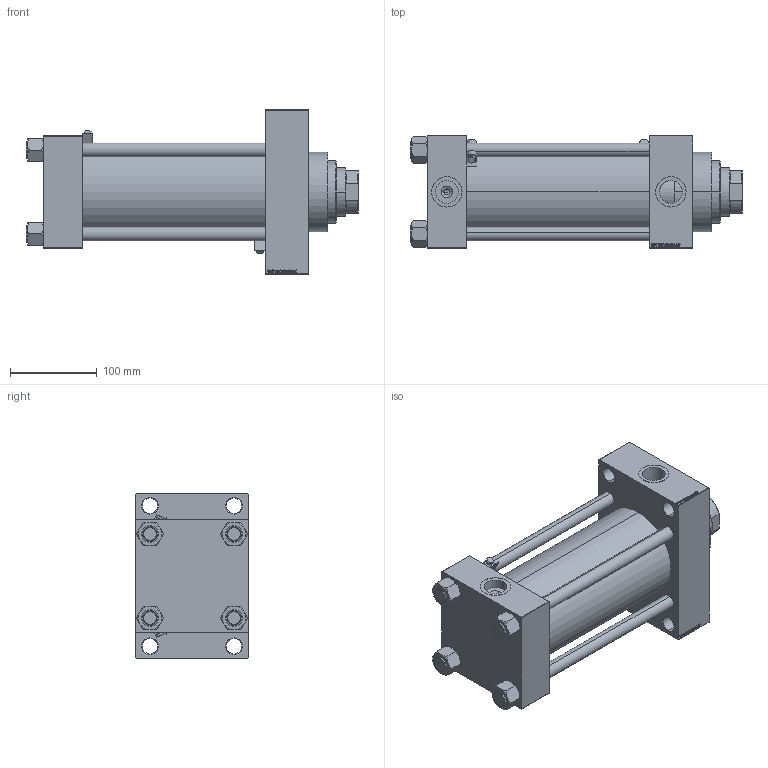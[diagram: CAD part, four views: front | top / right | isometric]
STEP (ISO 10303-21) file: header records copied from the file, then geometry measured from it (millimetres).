
FILE_DESCRIPTION (( 'STEP AP203' ), '1' );
FILE_NAME ('7664.STEP', '2024-06-26T08:08:46', ( '' ), ( '' ), 'SwSTEP 2.0', 'SolidWorks 2019', '' );
FILE_SCHEMA (( 'CONFIG_CONTROL_DESIGN' ));
Length unit declared in the file: millimetre
Products named in the file (7): MSRF_MSRG1 a35bfd6d5cafeba83ece8aa56e0962e2; NUT_M5_D a35bfd6d5cafeba83ece8aa56e0962e2; 7664; V215CR_D_Body a35bfd6d5cafeba83ece8aa56e0962e2; V215CR_D_TYCINKA a35bfd6d5cafeba83ece8aa56e0962e2; V215_VC_A a35bfd6d5cafeba83ece8aa56e0962e2; V215CR_VCP_D a35bfd6d5cafeba83ece8aa56e0962e2
Assembly tree (13 placements, depth 2):
  7664
    V215CR_D_Body a35bfd6d5cafeba83ece8aa56e0962e2
    V215CR_VCP_D a35bfd6d5cafeba83ece8aa56e0962e2
    NUT_M5_D a35bfd6d5cafeba83ece8aa56e0962e2  x4
    V215CR_D_TYCINKA a35bfd6d5cafeba83ece8aa56e0962e2  x4
    V215_VC_A a35bfd6d5cafeba83ece8aa56e0962e2
    MSRF_MSRG1 a35bfd6d5cafeba83ece8aa56e0962e2  x2
Bounding box: 383 x 130 x 190 mm (x, y, z)
Volume: 3229128.1 mm3; surface area: 510454.5 mm2
Topology: 13 solids, 13 shells, 1215 faces, 3061 edges, 1989 vertices
Faces by surface type: plane 581, bspline 368, cone 142, cylinder 116, torus 8
Entity records: 48827 total; most frequent: CARTESIAN_POINT 25435, ORIENTED_EDGE 5236, DIRECTION 3416, EDGE_CURVE 2618, VERTEX_POINT 1719, LINE 1576, VECTOR 1576, EDGE_LOOP 1161
